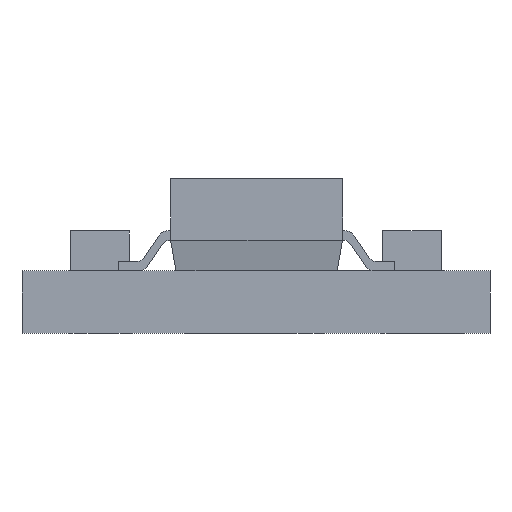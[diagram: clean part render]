
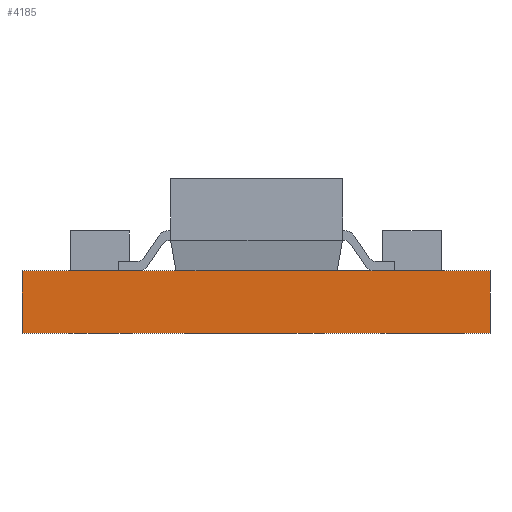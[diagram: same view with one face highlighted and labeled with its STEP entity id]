
A CAD part, front view. The second image highlights one B-rep face of the part: STEP entity #4185.
In plain terms, the highlighted planar face has unit normal (0, -1, 0).
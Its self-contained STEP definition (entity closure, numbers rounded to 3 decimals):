
#3847 = CARTESIAN_POINT ( 'NONE',  ( 0., 0., 1.016 ) ) ;
#3896 = DIRECTION ( 'NONE',  ( 0., 0., 1. ) ) ;
#4185 = ADVANCED_FACE ( 'NONE', ( #5364 ), #18088, .F. ) ;
#4757 = EDGE_CURVE ( 'NONE', #15434, #12329, #14270, .T. ) ;
#4951 = CARTESIAN_POINT ( 'NONE',  ( 7.62, 0., 1.016 ) ) ;
#5364 = FACE_OUTER_BOUND ( 'NONE', #7135, .T. ) ;
#7053 = EDGE_CURVE ( 'NONE', #15434, #11829, #23411, .T. ) ;
#7102 = DIRECTION ( 'NONE',  ( 0., 0., -1. ) ) ;
#7135 = EDGE_LOOP ( 'NONE', ( #25742, #7237, #18840, #11146 ) ) ;
#7237 = ORIENTED_EDGE ( 'NONE', *, *, #8667, .F. ) ;
#7408 = CARTESIAN_POINT ( 'NONE',  ( 0., 0., 1.016 ) ) ;
#8667 = EDGE_CURVE ( 'NONE', #11829, #15127, #22565, .T. ) ;
#9431 = EDGE_CURVE ( 'NONE', #12329, #15127, #9613, .T. ) ;
#9613 = LINE ( 'NONE', #20878, #17199 ) ;
#11015 = VECTOR ( 'NONE', #15948, 1000. ) ;
#11079 = AXIS2_PLACEMENT_3D ( 'NONE', #25957, #17994, #3896 ) ;
#11146 = ORIENTED_EDGE ( 'NONE', *, *, #4757, .T. ) ;
#11829 = VERTEX_POINT ( 'NONE', #12337 ) ;
#12329 = VERTEX_POINT ( 'NONE', #20800 ) ;
#12337 = CARTESIAN_POINT ( 'NONE',  ( 7.62, 0., 1.016 ) ) ;
#13588 = DIRECTION ( 'NONE',  ( 0., 0., -1. ) ) ;
#14270 = LINE ( 'NONE', #3847, #14918 ) ;
#14918 = VECTOR ( 'NONE', #13588, 1000. ) ;
#14988 = DIRECTION ( 'NONE',  ( 1., 0., 0. ) ) ;
#15127 = VERTEX_POINT ( 'NONE', #26032 ) ;
#15434 = VERTEX_POINT ( 'NONE', #7408 ) ;
#15556 = VECTOR ( 'NONE', #7102, 1000. ) ;
#15763 = CARTESIAN_POINT ( 'NONE',  ( 0., 0., 1.016 ) ) ;
#15948 = DIRECTION ( 'NONE',  ( 1., 0., 0. ) ) ;
#17199 = VECTOR ( 'NONE', #14988, 1000. ) ;
#17994 = DIRECTION ( 'NONE',  ( 0., 1., 0. ) ) ;
#18088 = PLANE ( 'NONE',  #11079 ) ;
#18840 = ORIENTED_EDGE ( 'NONE', *, *, #7053, .F. ) ;
#20800 = CARTESIAN_POINT ( 'NONE',  ( 0., 0., 0. ) ) ;
#20878 = CARTESIAN_POINT ( 'NONE',  ( 0., 0., 0. ) ) ;
#22565 = LINE ( 'NONE', #4951, #15556 ) ;
#23411 = LINE ( 'NONE', #15763, #11015 ) ;
#25742 = ORIENTED_EDGE ( 'NONE', *, *, #9431, .T. ) ;
#25957 = CARTESIAN_POINT ( 'NONE',  ( 0., 0., 1.016 ) ) ;
#26032 = CARTESIAN_POINT ( 'NONE',  ( 7.62, 0., 0. ) ) ;
